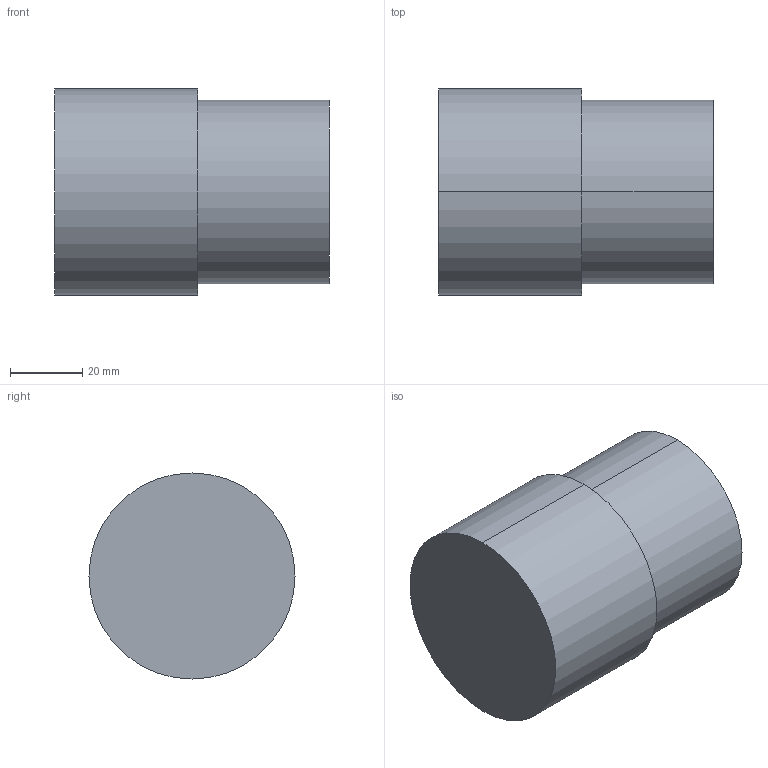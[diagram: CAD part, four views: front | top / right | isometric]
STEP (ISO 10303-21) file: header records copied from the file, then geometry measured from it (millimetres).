
FILE_DESCRIPTION (( 'STEP AP214' ), '1' );
FILE_NAME ('3CA-2.STEP', '2020-10-22T23:27:23', ( '' ), ( '' ), 'SwSTEP 2.0', 'SolidWorks 2019', '' );
FILE_SCHEMA (( 'AUTOMOTIVE_DESIGN' ));
Length unit declared in the file: inch
Products named in the file (1): 3CA-2
Bounding box: 76.2 x 57.15 x 57.15 mm (x, y, z)
Volume: 175811.3 mm3; surface area: 18083.1 mm2
Topology: 1 solids, 1 shells, 39 faces, 246 edges, 242 vertices
Faces by surface type: plane 35, cylinder 4
Entity records: 3522 total; most frequent: CARTESIAN_POINT 1560, ORIENTED_EDGE 492, DIRECTION 259, EDGE_CURVE 246, VERTEX_POINT 242, VECTOR 163, LINE 163, B_SPLINE_CURVE_WITH_KNOTS 75
